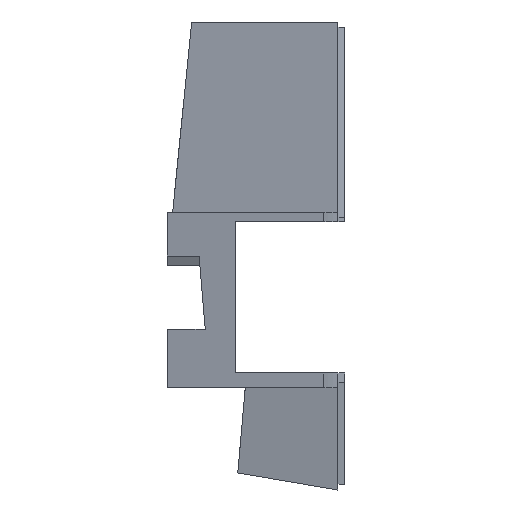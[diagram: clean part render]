
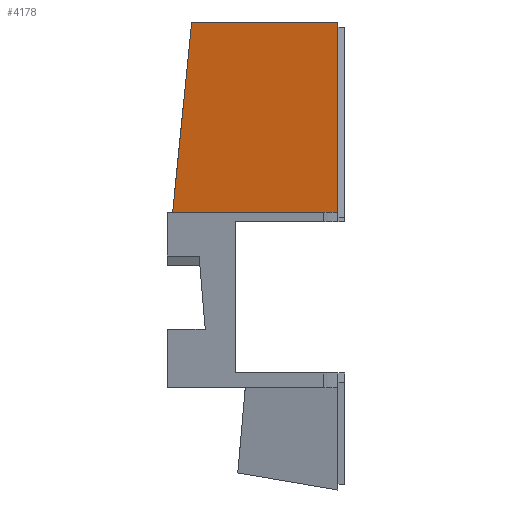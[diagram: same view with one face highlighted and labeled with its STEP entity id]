
A CAD part, left-side view. The second image highlights one B-rep face of the part: STEP entity #4178.
In plain terms, the highlighted planar face has unit normal (-0.96, 0.274, 0.062).
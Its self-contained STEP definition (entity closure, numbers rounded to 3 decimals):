
#1124=DIRECTION('',(-0.275,-0.962,0.));
#1125=VECTOR('',#1124,31.2);
#1126=CARTESIAN_POINT('',(-25.809,35.,45.));
#1127=LINE('',#1126,#1125);
#1232=DIRECTION('',(0.036,-0.099,0.994));
#1233=VECTOR('',#1232,39.22);
#1234=CARTESIAN_POINT('',(-27.229,38.9,6.));
#1235=LINE('',#1234,#1233);
#1300=DIRECTION('',(-0.065,0.,-0.998));
#1301=VECTOR('',#1300,39.082);
#1302=CARTESIAN_POINT('',(-34.38,5.,45.));
#1303=LINE('',#1302,#1301);
#1304=DIRECTION('',(-0.275,-0.962,0.));
#1305=VECTOR('',#1304,35.257);
#1306=CARTESIAN_POINT('',(-27.229,38.9,6.));
#1307=LINE('',#1306,#1305);
#1936=CARTESIAN_POINT('',(-27.229,38.9,6.));
#1937=CARTESIAN_POINT('',(-25.809,35.,45.));
#1938=VERTEX_POINT('',#1936);
#1939=VERTEX_POINT('',#1937);
#2176=CARTESIAN_POINT('',(-34.38,5.,45.));
#2178=VERTEX_POINT('',#2176);
#2194=CARTESIAN_POINT('',(-36.915,5.,6.));
#2195=VERTEX_POINT('',#2194);
#4167=CARTESIAN_POINT('',(-31.654,20.,21.));
#4168=DIRECTION('',(-0.96,0.274,0.062));
#4169=DIRECTION('',(-0.06,0.017,-0.998));
#4170=AXIS2_PLACEMENT_3D('',#4167,#4168,#4169);
#4171=PLANE('',#4170);
#4172=ORIENTED_EDGE('',*,*,#2541,.T.);
#4173=ORIENTED_EDGE('',*,*,#3304,.F.);
#4174=ORIENTED_EDGE('',*,*,#4070,.T.);
#4175=ORIENTED_EDGE('',*,*,#3968,.T.);
#4176=EDGE_LOOP('',(#4172,#4173,#4174,#4175));
#4177=FACE_OUTER_BOUND('',#4176,.F.);
#2541=EDGE_CURVE('',#2178,#2195,#1303,.T.);
#3304=EDGE_CURVE('',#1938,#2195,#1307,.T.);
#3968=EDGE_CURVE('',#1939,#2178,#1127,.T.);
#4070=EDGE_CURVE('',#1938,#1939,#1235,.T.);
#4178=ADVANCED_FACE('',(#4177),#4171,.T.);
